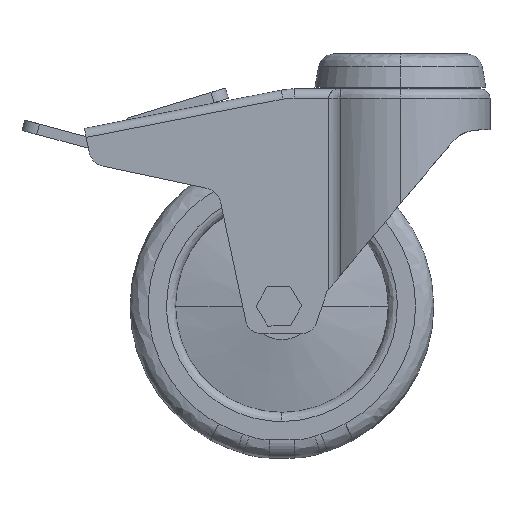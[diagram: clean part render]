
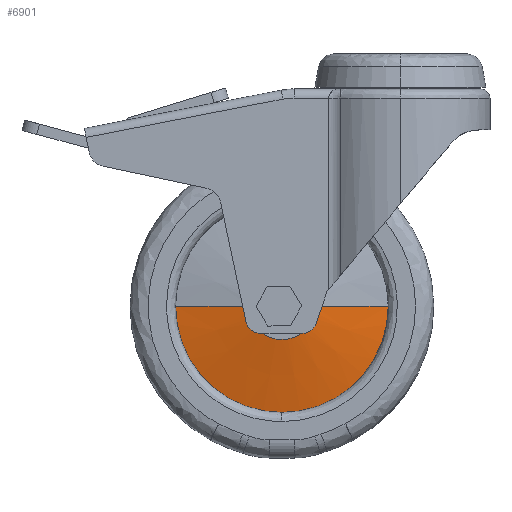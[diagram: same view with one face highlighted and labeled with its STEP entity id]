
A CAD part, left-side view. The second image highlights one B-rep face of the part: STEP entity #6901.
In plain terms, the highlighted conical face has half-angle 78.69 degrees and reference radius 35 mm.
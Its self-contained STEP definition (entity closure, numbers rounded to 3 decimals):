
#369 = DIRECTION ( 'NONE',  ( 0., 1., 0. ) ) ;
#382 = EDGE_CURVE ( 'NONE', #5319, #5895, #833, .T. ) ;
#477 = CARTESIAN_POINT ( 'NONE',  ( -17.5, 39., 50. ) ) ;
#737 = CARTESIAN_POINT ( 'NONE',  ( -12.7, 74., 50. ) ) ;
#813 = FACE_OUTER_BOUND ( 'NONE', #3253, .T. ) ;
#833 = CIRCLE ( 'NONE', #3198, 35. ) ;
#899 = VECTOR ( 'NONE', #8536, 1000. ) ;
#1167 = DIRECTION ( 'NONE',  ( -1., 0., 0. ) ) ;
#1176 = ORIENTED_EDGE ( 'NONE', *, *, #7477, .T. ) ;
#1587 = DIRECTION ( 'NONE',  ( 0., 1., 0. ) ) ;
#2142 = CARTESIAN_POINT ( 'NONE',  ( -12.7, 4., 50. ) ) ;
#2508 = EDGE_CURVE ( 'NONE', #8827, #5278, #4695, .T. ) ;
#2649 = AXIS2_PLACEMENT_3D ( 'NONE', #5124, #8513, #1587 ) ;
#2717 = CONICAL_SURFACE ( 'NONE', #2649, 35., 1.373 ) ;
#2743 = DIRECTION ( 'NONE',  ( -1., 0., 0. ) ) ;
#3198 = AXIS2_PLACEMENT_3D ( 'NONE', #5509, #2743, #6994 ) ;
#3253 = EDGE_LOOP ( 'NONE', ( #7492, #6957, #1176, #5405 ) ) ;
#3447 = CARTESIAN_POINT ( 'NONE',  ( -12.7, 74., 50. ) ) ;
#4092 = AXIS2_PLACEMENT_3D ( 'NONE', #477, #1167, #369 ) ;
#4695 = CIRCLE ( 'NONE', #4092, 11. ) ;
#4765 = LINE ( 'NONE', #3447, #8209 ) ;
#5124 = CARTESIAN_POINT ( 'NONE',  ( -12.7, 39., 50. ) ) ;
#5278 = VERTEX_POINT ( 'NONE', #8246 ) ;
#5319 = VERTEX_POINT ( 'NONE', #737 ) ;
#5405 = ORIENTED_EDGE ( 'NONE', *, *, #382, .T. ) ;
#5509 = CARTESIAN_POINT ( 'NONE',  ( -12.7, 39., 50. ) ) ;
#5514 = DIRECTION ( 'NONE',  ( 0.196, 0.981, 0. ) ) ;
#5682 = CARTESIAN_POINT ( 'NONE',  ( -12.7, 4., 50. ) ) ;
#5895 = VERTEX_POINT ( 'NONE', #2142 ) ;
#6159 = CARTESIAN_POINT ( 'NONE',  ( -17.5, 50., 50. ) ) ;
#6399 = EDGE_CURVE ( 'NONE', #5278, #5895, #8215, .T. ) ;
#6901 = ADVANCED_FACE ( 'NONE', ( #813 ), #2717, .T. ) ;
#6957 = ORIENTED_EDGE ( 'NONE', *, *, #2508, .F. ) ;
#6994 = DIRECTION ( 'NONE',  ( 0., 0., 1. ) ) ;
#7477 = EDGE_CURVE ( 'NONE', #8827, #5319, #4765, .T. ) ;
#7492 = ORIENTED_EDGE ( 'NONE', *, *, #6399, .F. ) ;
#8209 = VECTOR ( 'NONE', #5514, 1000. ) ;
#8215 = LINE ( 'NONE', #5682, #899 ) ;
#8246 = CARTESIAN_POINT ( 'NONE',  ( -17.5, 28., 50. ) ) ;
#8513 = DIRECTION ( 'NONE',  ( 1., 0., 0. ) ) ;
#8536 = DIRECTION ( 'NONE',  ( 0.196, -0.981, 0. ) ) ;
#8827 = VERTEX_POINT ( 'NONE', #6159 ) ;
